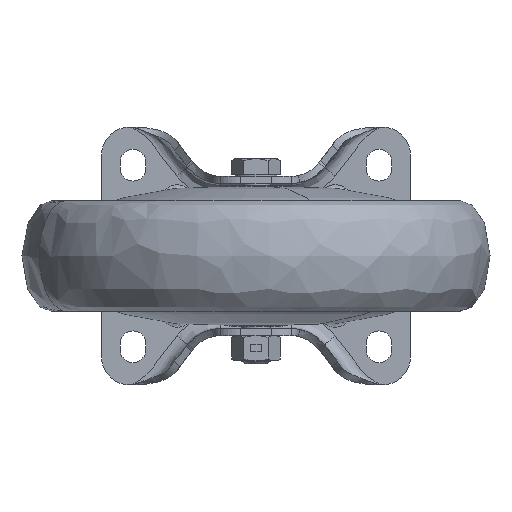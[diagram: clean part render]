
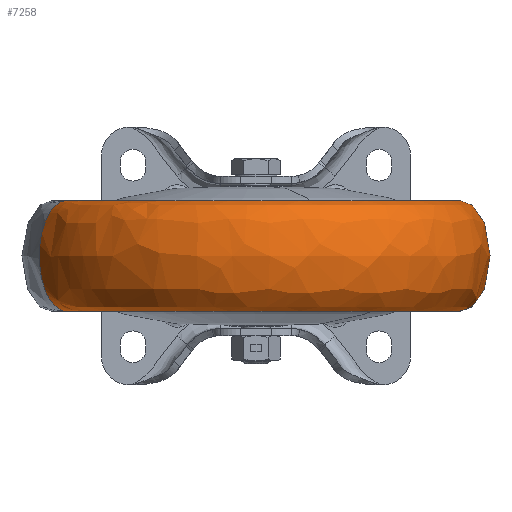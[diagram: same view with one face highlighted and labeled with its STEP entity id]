
A CAD part, front view. The second image highlights one B-rep face of the part: STEP entity #7258.
In plain terms, the highlighted free-form (B-spline) face has degree [3, 3] with [4, 4] control points.
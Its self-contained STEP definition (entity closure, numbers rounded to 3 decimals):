
#1108 = CIRCLE ( 'NONE', #31256, 87.5 ) ;
#1606 = CARTESIAN_POINT ( 'NONE',  ( -80.985, -168.131, 104.702 ) ) ;
#2433 = CARTESIAN_POINT ( 'NONE',  ( 80.985, -101.869, 57.702 ) ) ;
#2775 = ORIENTED_EDGE ( 'NONE', *, *, #9543, .F. ) ;
#3291 = EDGE_LOOP ( 'NONE', ( #7468, #19815, #17881, #2775 ) ) ;
#3456 = CARTESIAN_POINT ( 'NONE',  ( 104.124, -92.404, 57.702 ) ) ;
#6366 = CARTESIAN_POINT ( 'NONE',  ( 80.985, -101.869, 104.702 ) ) ;
#6684 = CARTESIAN_POINT ( 'NONE',  ( -14.724, -330.101, 57.702 ) ) ;
#6745 = CARTESIAN_POINT ( 'NONE',  ( -104.124, -177.596, 57.702 ) ) ;
#6817 = VERTEX_POINT ( 'NONE', #18029 ) ;
#7200 = CARTESIAN_POINT ( 'NONE',  ( -18.931, -385.844, 104.702 ) ) ;
#7258 = ADVANCED_FACE ( 'NONE', ( #20708 ), #28407, .T. ) ;
#7388 = CARTESIAN_POINT ( 'NONE',  ( 80.985, -101.869, 104.702 ) ) ;
#7468 = ORIENTED_EDGE ( 'NONE', *, *, #18692, .F. ) ;
#9367 = DIRECTION ( 'NONE',  ( 0.379, -0.926, 0. ) ) ;
#9543 = EDGE_CURVE ( 'NONE', #6817, #15119, #10568, .T. ) ;
#10460 = VERTEX_POINT ( 'NONE', #16942 ) ;
#10568 =( BOUNDED_CURVE ( )  B_SPLINE_CURVE ( 3, ( #34000, #6745, #20418, #26349 ),
 .UNSPECIFIED., .F., .F. ) 
 B_SPLINE_CURVE_WITH_KNOTS ( ( 4, 4 ),
 ( 0., 1. ),
 .UNSPECIFIED. ) 
 CURVE ( )  GEOMETRIC_REPRESENTATION_ITEM ( )  RATIONAL_B_SPLINE_CURVE ( ( 1., 0.333, 0.333, 1. ) ) 
 REPRESENTATION_ITEM ( '' )  );
#13247 = CARTESIAN_POINT ( 'NONE',  ( 147.246, -263.84, 104.702 ) ) ;
#14398 = CARTESIAN_POINT ( 'NONE',  ( 80.985, -101.869, 57.702 ) ) ;
#14711 = CARTESIAN_POINT ( 'NONE',  ( 104.124, -92.404, 57.702 ) ) ;
#15066 = CARTESIAN_POINT ( 'NONE',  ( -18.931, -385.844, 57.702 ) ) ;
#15119 = VERTEX_POINT ( 'NONE', #20759 ) ;
#15237 = CARTESIAN_POINT ( 'NONE',  ( 80.985, -101.869, 57.702 ) ) ;
#15601 = CARTESIAN_POINT ( 'NONE',  ( 189.317, -300.652, 104.702 ) ) ;
#16942 = CARTESIAN_POINT ( 'NONE',  ( 80.985, -101.869, 104.702 ) ) ;
#17810 = CARTESIAN_POINT ( 'NONE',  ( -80.985, -168.131, 57.702 ) ) ;
#17881 = ORIENTED_EDGE ( 'NONE', *, *, #31556, .T. ) ;
#17985 = CARTESIAN_POINT ( 'NONE',  ( -104.124, -177.596, 57.702 ) ) ;
#18029 = CARTESIAN_POINT ( 'NONE',  ( -80.985, -168.131, 57.702 ) ) ;
#18692 = EDGE_CURVE ( 'NONE', #31943, #6817, #1108, .T. ) ;
#19815 = ORIENTED_EDGE ( 'NONE', *, *, #22606, .T. ) ;
#19990 = AXIS2_PLACEMENT_3D ( 'NONE', #20510, #34618, #9367 ) ;
#20418 = CARTESIAN_POINT ( 'NONE',  ( -104.124, -177.596, 104.702 ) ) ;
#20510 = CARTESIAN_POINT ( 'NONE',  ( 0., -135., 104.702 ) ) ;
#20708 = FACE_OUTER_BOUND ( 'NONE', #3291, .T. ) ;
#20759 = CARTESIAN_POINT ( 'NONE',  ( -80.985, -168.131, 104.702 ) ) ;
#22606 = EDGE_CURVE ( 'NONE', #31943, #10460, #33804, .T. ) ;
#26349 = CARTESIAN_POINT ( 'NONE',  ( -80.985, -168.131, 104.702 ) ) ;
#28407 =( BOUNDED_SURFACE ( )  B_SPLINE_SURFACE ( 3, 3, ( 
 ( #15237, #31561, #6684, #17810 ),
 ( #14711, #28825, #15066, #17985 ),
 ( #32273, #15601, #7200, #29916 ),
 ( #7388, #13247, #35347, #1606 ) ),
 .UNSPECIFIED., .F., .F., .F. ) 
 B_SPLINE_SURFACE_WITH_KNOTS ( ( 4, 4 ),
 ( 4, 4 ),
 ( 0., 1. ),
 ( 0., 1. ),
 .UNSPECIFIED. ) 
 GEOMETRIC_REPRESENTATION_ITEM ( )  RATIONAL_B_SPLINE_SURFACE ( (
 ( 1., 0.333, 0.333, 1.),
 ( 0.333, 0.111, 0.111, 0.333),
 ( 0.333, 0.111, 0.111, 0.333),
 ( 1., 0.333, 0.333, 1.) ) ) 
 REPRESENTATION_ITEM ( '' )  SURFACE ( )  );
#28825 = CARTESIAN_POINT ( 'NONE',  ( 189.317, -300.652, 57.702 ) ) ;
#29055 = DIRECTION ( 'NONE',  ( 0., 0., -1. ) ) ;
#29790 = DIRECTION ( 'NONE',  ( 0.379, -0.926, 0. ) ) ;
#29916 = CARTESIAN_POINT ( 'NONE',  ( -104.124, -177.596, 104.702 ) ) ;
#31256 = AXIS2_PLACEMENT_3D ( 'NONE', #32140, #29055, #29790 ) ;
#31549 = CIRCLE ( 'NONE', #19990, 87.5 ) ;
#31556 = EDGE_CURVE ( 'NONE', #10460, #15119, #31549, .T. ) ;
#31561 = CARTESIAN_POINT ( 'NONE',  ( 147.246, -263.84, 57.702 ) ) ;
#31943 = VERTEX_POINT ( 'NONE', #2433 ) ;
#32140 = CARTESIAN_POINT ( 'NONE',  ( 0., -135., 57.702 ) ) ;
#32273 = CARTESIAN_POINT ( 'NONE',  ( 104.124, -92.404, 104.702 ) ) ;
#33249 = CARTESIAN_POINT ( 'NONE',  ( 104.124, -92.404, 104.702 ) ) ;
#33804 =( BOUNDED_CURVE ( )  B_SPLINE_CURVE ( 3, ( #14398, #3456, #33249, #6366 ),
 .UNSPECIFIED., .F., .F. ) 
 B_SPLINE_CURVE_WITH_KNOTS ( ( 4, 4 ),
 ( 0., 1. ),
 .UNSPECIFIED. ) 
 CURVE ( )  GEOMETRIC_REPRESENTATION_ITEM ( )  RATIONAL_B_SPLINE_CURVE ( ( 1., 0.333, 0.333, 1. ) ) 
 REPRESENTATION_ITEM ( '' )  );
#34000 = CARTESIAN_POINT ( 'NONE',  ( -80.985, -168.131, 57.702 ) ) ;
#34618 = DIRECTION ( 'NONE',  ( 0., 0., -1. ) ) ;
#35347 = CARTESIAN_POINT ( 'NONE',  ( -14.724, -330.101, 104.702 ) ) ;
